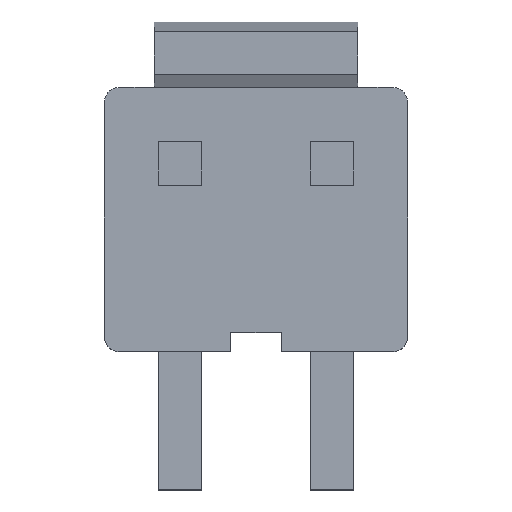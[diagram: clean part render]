
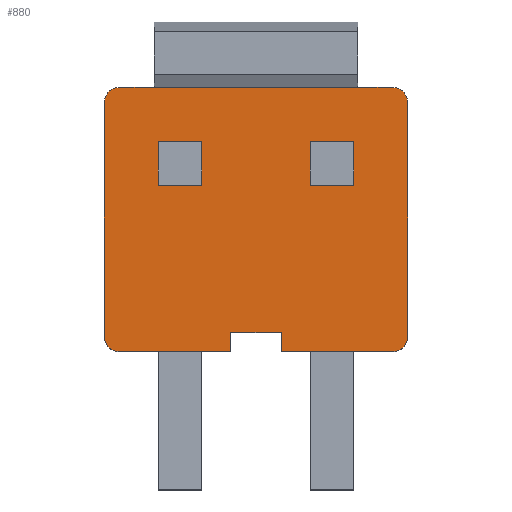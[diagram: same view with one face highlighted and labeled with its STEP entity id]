
A CAD part, top view. The second image highlights one B-rep face of the part: STEP entity #880.
In plain terms, the highlighted planar face has unit normal (0, 0, 1).
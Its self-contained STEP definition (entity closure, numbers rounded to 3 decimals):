
#84=DIRECTION('',(0.,-1.,0.));
#85=VECTOR('',#84,6.1);
#86=CARTESIAN_POINT('',(-3.96,1.6,-6.2));
#87=LINE('',#86,#85);
#88=CARTESIAN_POINT('',(3.56,-4.5,-6.2));
#89=DIRECTION('',(0.,0.,1.));
#90=DIRECTION('',(0.,-1.,0.));
#91=AXIS2_PLACEMENT_3D('',#88,#89,#90);
#93=DIRECTION('',(0.,1.,0.));
#94=VECTOR('',#93,0.5);
#95=CARTESIAN_POINT('',(0.66,-4.9,-6.2));
#96=LINE('',#95,#94);
#97=DIRECTION('',(1.,0.,0.));
#98=VECTOR('',#97,1.32);
#99=CARTESIAN_POINT('',(-0.66,-4.4,-6.2));
#100=LINE('',#99,#98);
#101=DIRECTION('',(0.,1.,0.));
#102=VECTOR('',#101,0.5);
#103=CARTESIAN_POINT('',(-0.66,-4.9,-6.2));
#104=LINE('',#103,#102);
#105=CARTESIAN_POINT('',(-3.56,-4.5,-6.2));
#106=DIRECTION('',(0.,0.,1.));
#107=DIRECTION('',(-1.,0.,0.));
#108=AXIS2_PLACEMENT_3D('',#105,#106,#107);
#110=CARTESIAN_POINT('',(-3.56,1.6,-6.2));
#111=DIRECTION('',(0.,0.,1.));
#112=DIRECTION('',(0.,1.,0.));
#113=AXIS2_PLACEMENT_3D('',#110,#111,#112);
#115=DIRECTION('',(1.,0.,0.));
#116=VECTOR('',#115,0.91);
#117=CARTESIAN_POINT('',(-3.56,2.,-6.2));
#118=LINE('',#117,#116);
#119=DIRECTION('',(1.,0.,0.));
#120=VECTOR('',#119,5.3);
#121=CARTESIAN_POINT('',(-2.65,2.,-6.2));
#122=LINE('',#121,#120);
#123=DIRECTION('',(-1.,0.,0.));
#124=VECTOR('',#123,0.91);
#125=CARTESIAN_POINT('',(3.56,2.,-6.2));
#126=LINE('',#125,#124);
#127=CARTESIAN_POINT('',(3.56,1.6,-6.2));
#128=DIRECTION('',(0.,0.,1.));
#129=DIRECTION('',(1.,0.,0.));
#130=AXIS2_PLACEMENT_3D('',#127,#128,#129);
#132=DIRECTION('',(0.,1.,0.));
#133=VECTOR('',#132,1.14);
#134=CARTESIAN_POINT('',(2.55,-0.57,-6.2));
#135=LINE('',#134,#133);
#136=DIRECTION('',(1.,0.,0.));
#137=VECTOR('',#136,1.14);
#138=CARTESIAN_POINT('',(1.41,0.57,-6.2));
#139=LINE('',#138,#137);
#140=DIRECTION('',(0.,1.,0.));
#141=VECTOR('',#140,1.14);
#142=CARTESIAN_POINT('',(1.41,-0.57,-6.2));
#143=LINE('',#142,#141);
#144=DIRECTION('',(1.,0.,0.));
#145=VECTOR('',#144,1.14);
#146=CARTESIAN_POINT('',(1.41,-0.57,-6.2));
#147=LINE('',#146,#145);
#148=DIRECTION('',(0.,1.,0.));
#149=VECTOR('',#148,1.14);
#150=CARTESIAN_POINT('',(-1.41,-0.57,-6.2));
#151=LINE('',#150,#149);
#152=DIRECTION('',(1.,0.,0.));
#153=VECTOR('',#152,1.14);
#154=CARTESIAN_POINT('',(-2.55,0.57,-6.2));
#155=LINE('',#154,#153);
#156=DIRECTION('',(0.,1.,0.));
#157=VECTOR('',#156,1.14);
#158=CARTESIAN_POINT('',(-2.55,-0.57,-6.2));
#159=LINE('',#158,#157);
#160=DIRECTION('',(1.,0.,0.));
#161=VECTOR('',#160,1.14);
#162=CARTESIAN_POINT('',(-2.55,-0.57,-6.2));
#163=LINE('',#162,#161);
#256=DIRECTION('',(0.,-1.,0.));
#257=VECTOR('',#256,6.1);
#258=CARTESIAN_POINT('',(3.96,1.6,-6.2));
#259=LINE('',#258,#257);
#364=DIRECTION('',(1.,0.,0.));
#365=VECTOR('',#364,2.9);
#366=CARTESIAN_POINT('',(0.66,-4.9,-6.2));
#367=LINE('',#366,#365);
#372=DIRECTION('',(1.,0.,0.));
#373=VECTOR('',#372,2.9);
#374=CARTESIAN_POINT('',(-3.56,-4.9,-6.2));
#375=LINE('',#374,#373);
#621=CARTESIAN_POINT('',(-2.65,2.,-6.2));
#623=VERTEX_POINT('',#621);
#625=CARTESIAN_POINT('',(2.65,2.,-6.2));
#627=VERTEX_POINT('',#625);
#684=CARTESIAN_POINT('',(2.55,-0.57,-6.2));
#685=CARTESIAN_POINT('',(2.55,0.57,-6.2));
#686=VERTEX_POINT('',#684);
#687=VERTEX_POINT('',#685);
#688=CARTESIAN_POINT('',(1.41,-0.57,-6.2));
#689=CARTESIAN_POINT('',(1.41,0.57,-6.2));
#690=VERTEX_POINT('',#688);
#691=VERTEX_POINT('',#689);
#732=CARTESIAN_POINT('',(-1.41,-0.57,-6.2));
#733=CARTESIAN_POINT('',(-1.41,0.57,-6.2));
#734=VERTEX_POINT('',#732);
#735=VERTEX_POINT('',#733);
#736=CARTESIAN_POINT('',(-2.55,-0.57,-6.2));
#737=CARTESIAN_POINT('',(-2.55,0.57,-6.2));
#738=VERTEX_POINT('',#736);
#739=VERTEX_POINT('',#737);
#748=CARTESIAN_POINT('',(-0.66,-4.9,-6.2));
#749=CARTESIAN_POINT('',(-0.66,-4.4,-6.2));
#750=VERTEX_POINT('',#748);
#751=VERTEX_POINT('',#749);
#752=CARTESIAN_POINT('',(0.66,-4.9,-6.2));
#753=CARTESIAN_POINT('',(0.66,-4.4,-6.2));
#754=VERTEX_POINT('',#752);
#755=VERTEX_POINT('',#753);
#768=CARTESIAN_POINT('',(3.56,-4.9,-6.2));
#769=VERTEX_POINT('',#768);
#770=CARTESIAN_POINT('',(3.96,-4.5,-6.2));
#771=VERTEX_POINT('',#770);
#772=CARTESIAN_POINT('',(3.96,1.6,-6.2));
#773=CARTESIAN_POINT('',(3.56,2.,-6.2));
#774=VERTEX_POINT('',#772);
#775=VERTEX_POINT('',#773);
#780=CARTESIAN_POINT('',(-3.96,-4.5,-6.2));
#781=CARTESIAN_POINT('',(-3.56,-4.9,-6.2));
#782=VERTEX_POINT('',#780);
#783=VERTEX_POINT('',#781);
#792=CARTESIAN_POINT('',(-3.56,2.,-6.2));
#793=VERTEX_POINT('',#792);
#794=CARTESIAN_POINT('',(-3.96,1.6,-6.2));
#795=VERTEX_POINT('',#794);
#827=CARTESIAN_POINT('',(-3.96,2.,-6.2));
#828=DIRECTION('',(0.,0.,1.));
#829=DIRECTION('',(0.,-1.,0.));
#830=AXIS2_PLACEMENT_3D('',#827,#828,#829);
#831=PLANE('',#830);
#833=ORIENTED_EDGE('',*,*,#832,.F.);
#835=ORIENTED_EDGE('',*,*,#834,.F.);
#837=ORIENTED_EDGE('',*,*,#836,.T.);
#839=ORIENTED_EDGE('',*,*,#838,.F.);
#841=ORIENTED_EDGE('',*,*,#840,.F.);
#843=ORIENTED_EDGE('',*,*,#842,.F.);
#844=ORIENTED_EDGE('',*,*,#817,.F.);
#845=ORIENTED_EDGE('',*,*,#807,.F.);
#847=ORIENTED_EDGE('',*,*,#846,.F.);
#849=ORIENTED_EDGE('',*,*,#848,.T.);
#851=ORIENTED_EDGE('',*,*,#850,.T.);
#853=ORIENTED_EDGE('',*,*,#852,.F.);
#855=ORIENTED_EDGE('',*,*,#854,.F.);
#857=ORIENTED_EDGE('',*,*,#856,.T.);
#858=EDGE_LOOP('',(#833,#835,#837,#839,#841,#843,#844,#845,#847,#849,#851,#853,
#855,#857));
#859=FACE_OUTER_BOUND('',#858,.F.);
#861=ORIENTED_EDGE('',*,*,#860,.T.);
#863=ORIENTED_EDGE('',*,*,#862,.F.);
#865=ORIENTED_EDGE('',*,*,#864,.F.);
#867=ORIENTED_EDGE('',*,*,#866,.T.);
#868=EDGE_LOOP('',(#861,#863,#865,#867));
#869=FACE_BOUND('',#868,.F.);
#871=ORIENTED_EDGE('',*,*,#870,.T.);
#873=ORIENTED_EDGE('',*,*,#872,.F.);
#875=ORIENTED_EDGE('',*,*,#874,.F.);
#877=ORIENTED_EDGE('',*,*,#876,.T.);
#878=EDGE_LOOP('',(#871,#873,#875,#877));
#879=FACE_BOUND('',#878,.F.);
#880=ADVANCED_FACE('',(#859,#869,#879),#831,.T.);
#92=CIRCLE('',#91,0.4);
#109=CIRCLE('',#108,0.4);
#114=CIRCLE('',#113,0.4);
#131=CIRCLE('',#130,0.4);
#807=EDGE_CURVE('',#795,#782,#87,.T.);
#817=EDGE_CURVE('',#782,#783,#109,.T.);
#832=EDGE_CURVE('',#769,#771,#92,.T.);
#834=EDGE_CURVE('',#754,#769,#367,.T.);
#836=EDGE_CURVE('',#754,#755,#96,.T.);
#838=EDGE_CURVE('',#751,#755,#100,.T.);
#840=EDGE_CURVE('',#750,#751,#104,.T.);
#842=EDGE_CURVE('',#783,#750,#375,.T.);
#846=EDGE_CURVE('',#793,#795,#114,.T.);
#848=EDGE_CURVE('',#793,#623,#118,.T.);
#850=EDGE_CURVE('',#623,#627,#122,.T.);
#852=EDGE_CURVE('',#775,#627,#126,.T.);
#854=EDGE_CURVE('',#774,#775,#131,.T.);
#856=EDGE_CURVE('',#774,#771,#259,.T.);
#860=EDGE_CURVE('',#686,#687,#135,.T.);
#862=EDGE_CURVE('',#691,#687,#139,.T.);
#864=EDGE_CURVE('',#690,#691,#143,.T.);
#866=EDGE_CURVE('',#690,#686,#147,.T.);
#870=EDGE_CURVE('',#734,#735,#151,.T.);
#872=EDGE_CURVE('',#739,#735,#155,.T.);
#874=EDGE_CURVE('',#738,#739,#159,.T.);
#876=EDGE_CURVE('',#738,#734,#163,.T.);
